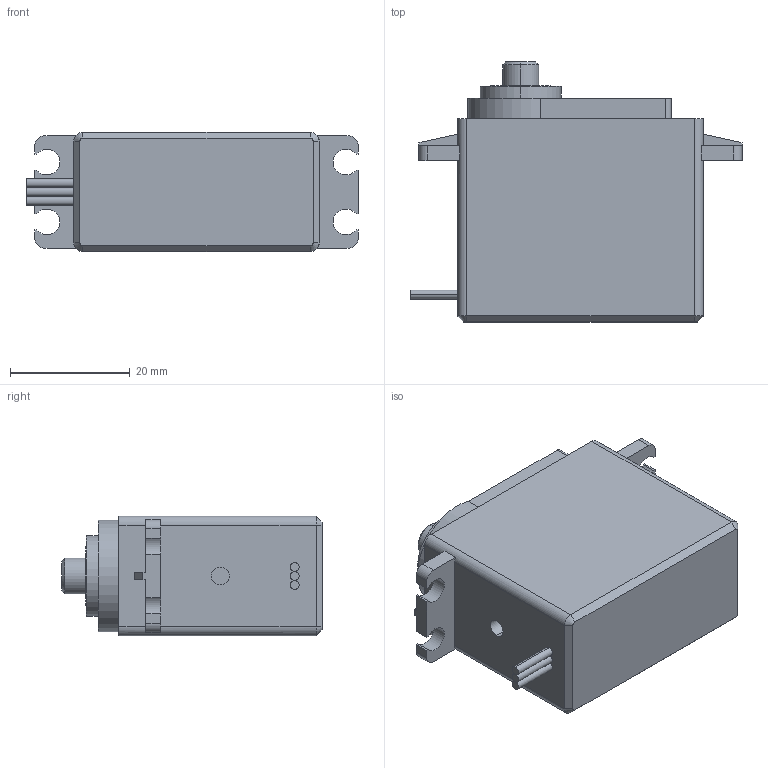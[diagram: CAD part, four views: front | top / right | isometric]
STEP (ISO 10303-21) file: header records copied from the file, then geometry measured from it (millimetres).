
FILE_DESCRIPTION (( 'STEP AP214' ), '1' );
FILE_NAME ('servo_motor.STEP', '2022-11-02T22:37:43', ( '' ), ( '' ), 'SwSTEP 2.0', 'SolidWorks 2021', '' );
FILE_SCHEMA (( 'AUTOMOTIVE_DESIGN' ));
Length unit declared in the file: millimetre
Products named in the file (1): servo_motor
Bounding box: 55.5 x 43.5 x 20 mm (x, y, z)
Volume: 30579.1 mm3; surface area: 6899 mm2
Topology: 5 solids, 5 shells, 98 faces, 240 edges, 156 vertices
Faces by surface type: plane 57, cylinder 33, cone 8
Entity records: 4009 total; most frequent: DIRECTION 520, CARTESIAN_POINT 495, ORIENTED_EDGE 480, EDGE_CURVE 240, AXIS2_PLACEMENT_3D 181, LINE 158, VECTOR 158, VERTEX_POINT 156
